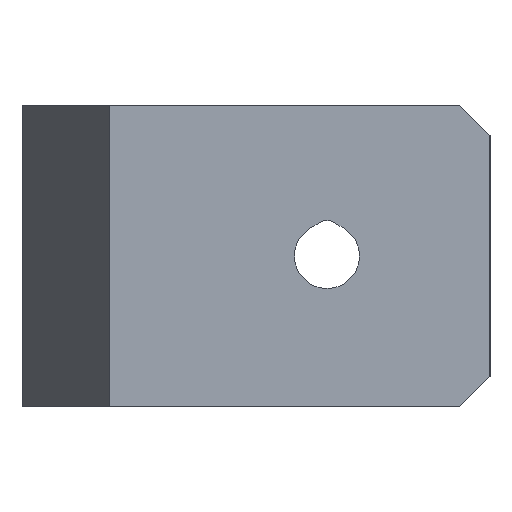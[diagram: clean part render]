
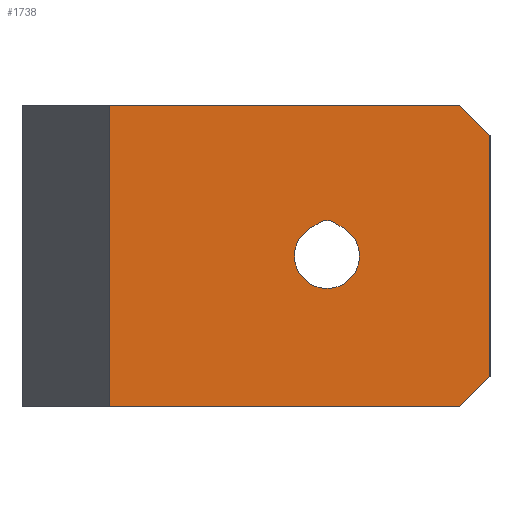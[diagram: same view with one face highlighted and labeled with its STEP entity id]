
A CAD part, left-side view. The second image highlights one B-rep face of the part: STEP entity #1738.
In plain terms, the highlighted planar face has unit normal (-1, 0, 0).
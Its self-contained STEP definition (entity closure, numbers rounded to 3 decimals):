
#33=CIRCLE('',#1855,54.61);
#61=FACE_BOUND('',#203,.T.);
#104=FACE_OUTER_BOUND('',#202,.T.);
#202=EDGE_LOOP('',(#1294,#1295,#1296,#1297,#1298,#1299));
#203=EDGE_LOOP('',(#1300,#1301,#1302,#1303));
#326=LINE('',#2529,#543);
#365=LINE('',#2607,#582);
#377=LINE('',#2633,#594);
#378=LINE('',#2635,#595);
#379=LINE('',#2637,#596);
#380=LINE('',#2638,#597);
#381=LINE('',#2641,#598);
#382=LINE('',#2643,#599);
#383=LINE('',#2645,#600);
#543=VECTOR('',#2055,10.);
#582=VECTOR('',#2104,10.);
#594=VECTOR('',#2124,10.);
#595=VECTOR('',#2125,10.);
#596=VECTOR('',#2126,10.);
#597=VECTOR('',#2127,10.);
#598=VECTOR('',#2128,10.);
#599=VECTOR('',#2129,10.);
#600=VECTOR('',#2130,10.);
#742=VERTEX_POINT('',#2527);
#743=VERTEX_POINT('',#2528);
#767=VERTEX_POINT('',#2585);
#777=VERTEX_POINT('',#2605);
#788=VERTEX_POINT('',#2634);
#789=VERTEX_POINT('',#2636);
#790=VERTEX_POINT('',#2639);
#791=VERTEX_POINT('',#2640);
#792=VERTEX_POINT('',#2642);
#793=VERTEX_POINT('',#2644);
#924=EDGE_CURVE('',#742,#743,#326,.T.);
#964=EDGE_CURVE('',#777,#767,#365,.T.);
#977=EDGE_CURVE('',#742,#767,#377,.T.);
#978=EDGE_CURVE('',#788,#777,#378,.T.);
#979=EDGE_CURVE('',#789,#788,#379,.T.);
#980=EDGE_CURVE('',#743,#789,#380,.T.);
#981=EDGE_CURVE('',#790,#791,#381,.T.);
#982=EDGE_CURVE('',#790,#792,#382,.T.);
#983=EDGE_CURVE('',#793,#792,#383,.T.);
#984=EDGE_CURVE('',#793,#791,#33,.T.);
#1294=ORIENTED_EDGE('',*,*,#977,.T.);
#1295=ORIENTED_EDGE('',*,*,#964,.F.);
#1296=ORIENTED_EDGE('',*,*,#978,.F.);
#1297=ORIENTED_EDGE('',*,*,#979,.F.);
#1298=ORIENTED_EDGE('',*,*,#980,.F.);
#1299=ORIENTED_EDGE('',*,*,#924,.F.);
#1300=ORIENTED_EDGE('',*,*,#981,.F.);
#1301=ORIENTED_EDGE('',*,*,#982,.T.);
#1302=ORIENTED_EDGE('',*,*,#983,.F.);
#1303=ORIENTED_EDGE('',*,*,#984,.T.);
#1653=PLANE('',#1854);
#1738=ADVANCED_FACE('',(#104,#61),#1653,.F.);
#1854=AXIS2_PLACEMENT_3D('',#2632,#2122,#2123);
#1855=AXIS2_PLACEMENT_3D('',#2646,#2131,#2132);
#2055=DIRECTION('',(0.,-1.,0.));
#2104=DIRECTION('',(0.,1.,0.));
#2122=DIRECTION('center_axis',(1.,0.,0.));
#2123=DIRECTION('ref_axis',(0.,0.,-1.));
#2124=DIRECTION('',(0.,0.,-1.));
#2125=DIRECTION('',(0.,0.707,-0.707));
#2126=DIRECTION('',(0.,0.,-1.));
#2127=DIRECTION('',(0.,-0.707,-0.707));
#2128=DIRECTION('',(0.,0.866,-0.5));
#2129=DIRECTION('',(0.,-1.,0.));
#2130=DIRECTION('',(0.,0.866,0.5));
#2131=DIRECTION('center_axis',(1.,0.,0.));
#2132=DIRECTION('ref_axis',(0.,-0.5,0.866));
#2527=CARTESIAN_POINT('',(0.,640.753,508.));
#2528=CARTESIAN_POINT('',(0.,50.8,508.));
#2529=CARTESIAN_POINT('',(0.,291.031,508.));
#2585=CARTESIAN_POINT('',(0.,640.753,0.));
#2605=CARTESIAN_POINT('',(0.,50.8,0.));
#2607=CARTESIAN_POINT('',(0.,302.002,0.));
#2632=CARTESIAN_POINT('Origin',(0.,270.012,
247.849));
#2633=CARTESIAN_POINT('',(0.,640.753,250.924));
#2634=CARTESIAN_POINT('',(0.,0.,50.8));
#2635=CARTESIAN_POINT('',(0.,30.941,19.859));
#2636=CARTESIAN_POINT('',(0.,0.,457.2));
#2637=CARTESIAN_POINT('',(0.,0.,223.361));
#2638=CARTESIAN_POINT('',(0.,27.865,485.065));
#2639=CARTESIAN_POINT('',(0.,280.154,313.69));
#2640=CARTESIAN_POINT('',(0.,301.625,301.294));
#2641=CARTESIAN_POINT('',(0.,295.973,304.557));
#2642=CARTESIAN_POINT('',(0.,268.486,313.69));
#2643=CARTESIAN_POINT('',(0.,272.166,313.69));
#2644=CARTESIAN_POINT('',(0.,247.015,301.294));
#2645=CARTESIAN_POINT('',(0.,249.435,302.691));
#2646=CARTESIAN_POINT('Origin',(0.,274.32,
254.));
